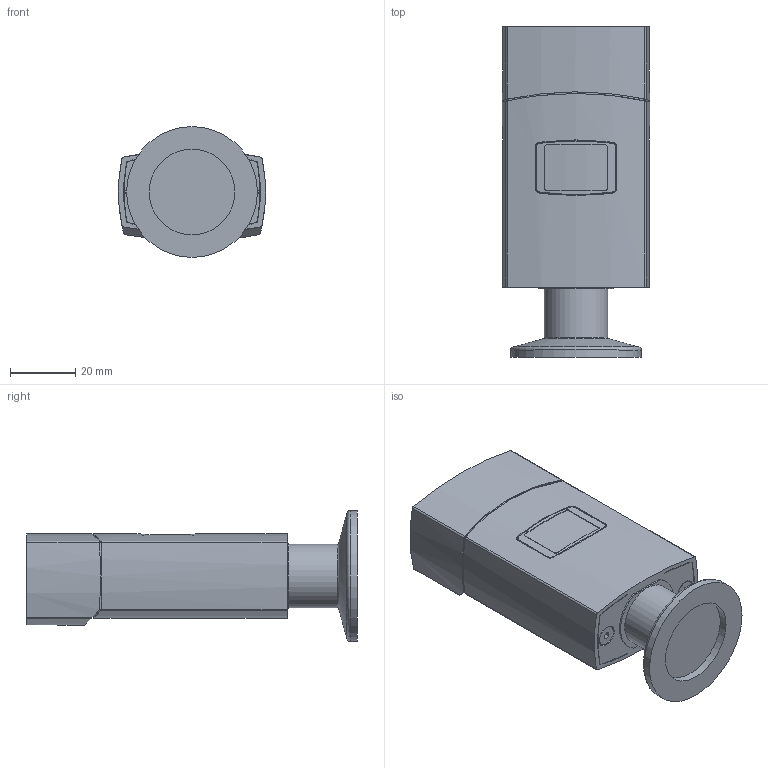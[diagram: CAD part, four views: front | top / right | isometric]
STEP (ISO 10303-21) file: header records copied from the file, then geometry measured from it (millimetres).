
FILE_DESCRIPTION((''),'2;1');
FILE_NAME('MPCG55x_FCC_25KF.stp','2013-04-04T07:46:26',('BEM'),(''),'Autodesk Inventor 2012','Autodesk Inventor 2012','');
FILE_SCHEMA(('AUTOMOTIVE_DESIGN { 1 0 10303 214 1 1 1 1 }'));
Length unit declared in the file: millimetre
Products named in the file (1): Bauteil19
Bounding box: 45 x 101.2 x 40 mm (x, y, z)
Volume: 28053.1 mm3; surface area: 36053.7 mm2
Topology: 2 solids, 2 shells, 611 faces, 1676 edges, 1099 vertices
Faces by surface type: plane 292, cylinder 263, cone 40, bspline 10, torus 6
Full cylindrical faces by diameter (mm): 0.9 x8, 1.1 x2, 1.3 x5, 2.4 x1, 2.6 x5, 2.8 x3, 2.9 x3, 3 x3, 3.2 x3, 3.4 x3, 3.6 x2, 4 x2, 6 x2, 16 x1, 18 x1, 19 x1, 19.5 x1, 26.2 x1, 40 x1
Entity records: 20825 total; most frequent: CARTESIAN_POINT 4870, ORIENTED_EDGE 3182, DIRECTION 3080, EDGE_CURVE 1591, AXIS2_PLACEMENT_3D 1100, VERTEX_POINT 1084, VECTOR 880, LINE 880
